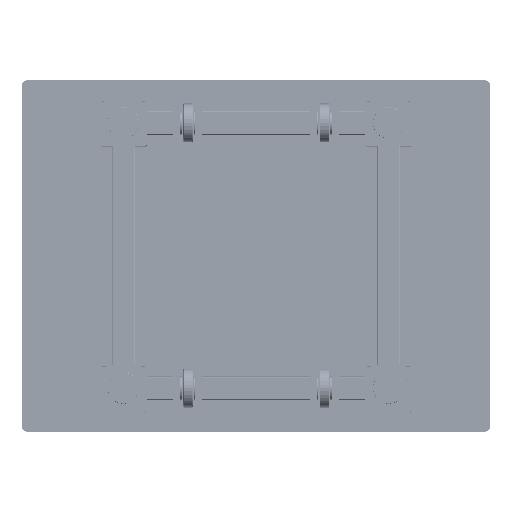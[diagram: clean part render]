
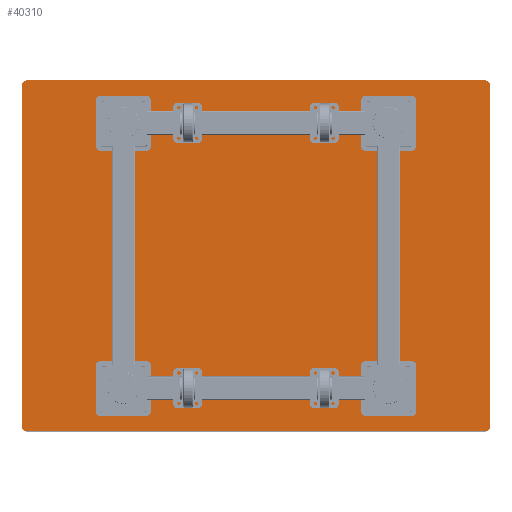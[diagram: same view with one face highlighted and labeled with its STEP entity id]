
A CAD part, top view. The second image highlights one B-rep face of the part: STEP entity #40310.
In plain terms, the highlighted planar face has unit normal (0, 0, 1).
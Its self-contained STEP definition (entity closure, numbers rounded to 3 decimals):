
#2544 = ORIENTED_EDGE ( 'NONE', *, *, #91394, .T. ) ;
#2853 = ORIENTED_EDGE ( 'NONE', *, *, #170460, .T. ) ;
#4784 = CARTESIAN_POINT ( 'NONE',  ( 554.798, 459.85, -299.001 ) ) ;
#6527 = EDGE_CURVE ( 'NONE', #110856, #49611, #61941, .T. ) ;
#11567 = LINE ( 'NONE', #86694, #44133 ) ;
#13070 = EDGE_CURVE ( 'NONE', #193284, #101655, #177738, .T. ) ;
#15209 = DIRECTION ( 'NONE',  ( 0., 1., 0. ) ) ;
#20706 = CARTESIAN_POINT ( 'NONE',  ( -634.202, 470.85, -299.001 ) ) ;
#24075 = DIRECTION ( 'NONE',  ( 0., 0., 1. ) ) ;
#28429 = CARTESIAN_POINT ( 'NONE',  ( -634.202, -429.15, -299.001 ) ) ;
#33274 = VERTEX_POINT ( 'NONE', #20706 ) ;
#38979 = DIRECTION ( 'NONE',  ( 0., 1., 0. ) ) ;
#39671 = CARTESIAN_POINT ( 'NONE',  ( 543.798, 470.85, -299.001 ) ) ;
#40310 = ADVANCED_FACE ( 'NONE', ( #124774 ), #223393, .T. ) ;
#41539 = AXIS2_PLACEMENT_3D ( 'NONE', #154682, #43569, #118713 ) ;
#43569 = DIRECTION ( 'NONE',  ( 0., 0., 1. ) ) ;
#44133 = VECTOR ( 'NONE', #237157, 1000. ) ;
#44640 = VECTOR ( 'NONE', #155285, 1000. ) ;
#49611 = VERTEX_POINT ( 'NONE', #58063 ) ;
#50127 = EDGE_CURVE ( 'NONE', #176766, #61989, #222520, .T. ) ;
#50450 = VECTOR ( 'NONE', #169092, 1000. ) ;
#56688 = DIRECTION ( 'NONE',  ( 0., 0., 1. ) ) ;
#58063 = CARTESIAN_POINT ( 'NONE',  ( 543.798, 470.85, -299.001 ) ) ;
#61935 = CARTESIAN_POINT ( 'NONE',  ( 554.798, 459.85, -299.001 ) ) ;
#61941 = CIRCLE ( 'NONE', #77595, 11. ) ;
#61989 = VERTEX_POINT ( 'NONE', #28429 ) ;
#62871 = EDGE_CURVE ( 'NONE', #240089, #176766, #208408, .T. ) ;
#71278 = AXIS2_PLACEMENT_3D ( 'NONE', #72746, #56688, #151784 ) ;
#71940 = CARTESIAN_POINT ( 'NONE',  ( -645.202, 459.85, -299.001 ) ) ;
#72746 = CARTESIAN_POINT ( 'NONE',  ( 543.798, -418.15, -299.001 ) ) ;
#74565 = CIRCLE ( 'NONE', #169087, 11. ) ;
#77595 = AXIS2_PLACEMENT_3D ( 'NONE', #165669, #91531, #15209 ) ;
#85435 = CARTESIAN_POINT ( 'NONE',  ( -645.202, -418.15, -299.001 ) ) ;
#86694 = CARTESIAN_POINT ( 'NONE',  ( 543.798, -429.15, -299.001 ) ) ;
#88919 = EDGE_LOOP ( 'NONE', ( #179196, #192647, #213675, #102856, #2544, #2853, #202169, #137668 ) ) ;
#91394 = EDGE_CURVE ( 'NONE', #49611, #33274, #154398, .T. ) ;
#91531 = DIRECTION ( 'NONE',  ( 0., 0., 1. ) ) ;
#99603 = VECTOR ( 'NONE', #114772, 1000. ) ;
#100811 = LINE ( 'NONE', #4784, #44640 ) ;
#101655 = VERTEX_POINT ( 'NONE', #194460 ) ;
#102856 = ORIENTED_EDGE ( 'NONE', *, *, #6527, .T. ) ;
#110856 = VERTEX_POINT ( 'NONE', #61935 ) ;
#111098 = DIRECTION ( 'NONE',  ( 0., -1., 0. ) ) ;
#114772 = DIRECTION ( 'NONE',  ( -1., 0., 0. ) ) ;
#118713 = DIRECTION ( 'NONE',  ( 0., 1., 0. ) ) ;
#124774 = FACE_OUTER_BOUND ( 'NONE', #88919, .T. ) ;
#129680 = CARTESIAN_POINT ( 'NONE',  ( 543.798, 459.85, -299.001 ) ) ;
#137668 = ORIENTED_EDGE ( 'NONE', *, *, #50127, .T. ) ;
#144024 = EDGE_CURVE ( 'NONE', #61989, #193284, #11567, .T. ) ;
#151784 = DIRECTION ( 'NONE',  ( 0., 1., 0. ) ) ;
#154398 = LINE ( 'NONE', #39671, #99603 ) ;
#154682 = CARTESIAN_POINT ( 'NONE',  ( -634.202, -418.15, -299.001 ) ) ;
#155285 = DIRECTION ( 'NONE',  ( 0., 1., 0. ) ) ;
#162075 = CARTESIAN_POINT ( 'NONE',  ( 543.798, -429.15, -299.001 ) ) ;
#165669 = CARTESIAN_POINT ( 'NONE',  ( 543.798, 459.85, -299.001 ) ) ;
#169087 = AXIS2_PLACEMENT_3D ( 'NONE', #211529, #24075, #38979 ) ;
#169092 = DIRECTION ( 'NONE',  ( 0., -1., 0. ) ) ;
#170460 = EDGE_CURVE ( 'NONE', #33274, #240089, #74565, .T. ) ;
#173912 = CARTESIAN_POINT ( 'NONE',  ( -645.202, 459.85, -299.001 ) ) ;
#176766 = VERTEX_POINT ( 'NONE', #85435 ) ;
#177738 = CIRCLE ( 'NONE', #71278, 11. ) ;
#179196 = ORIENTED_EDGE ( 'NONE', *, *, #144024, .T. ) ;
#180988 = EDGE_CURVE ( 'NONE', #101655, #110856, #100811, .T. ) ;
#192647 = ORIENTED_EDGE ( 'NONE', *, *, #13070, .T. ) ;
#193284 = VERTEX_POINT ( 'NONE', #162075 ) ;
#194460 = CARTESIAN_POINT ( 'NONE',  ( 554.798, -418.15, -299.001 ) ) ;
#197095 = AXIS2_PLACEMENT_3D ( 'NONE', #129680, #200059, #111098 ) ;
#200059 = DIRECTION ( 'NONE',  ( 0., 0., 1. ) ) ;
#202169 = ORIENTED_EDGE ( 'NONE', *, *, #62871, .T. ) ;
#208408 = LINE ( 'NONE', #173912, #50450 ) ;
#211529 = CARTESIAN_POINT ( 'NONE',  ( -634.202, 459.85, -299.001 ) ) ;
#213675 = ORIENTED_EDGE ( 'NONE', *, *, #180988, .T. ) ;
#222520 = CIRCLE ( 'NONE', #41539, 11. ) ;
#223393 = PLANE ( 'NONE',  #197095 ) ;
#237157 = DIRECTION ( 'NONE',  ( 1., 0., 0. ) ) ;
#240089 = VERTEX_POINT ( 'NONE', #71940 ) ;
